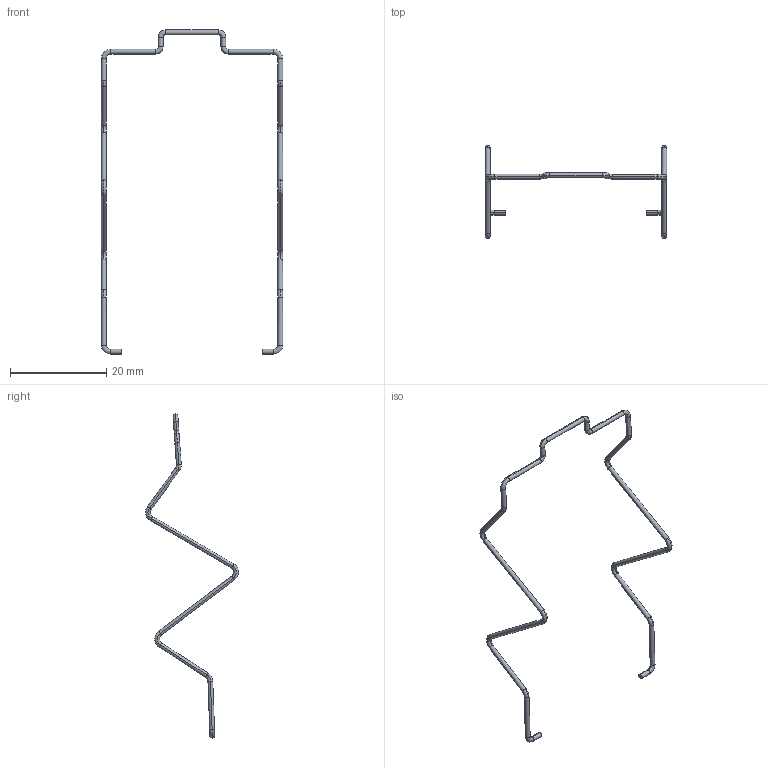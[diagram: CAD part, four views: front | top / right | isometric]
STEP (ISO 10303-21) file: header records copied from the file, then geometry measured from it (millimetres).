
FILE_DESCRIPTION(('CATIA V5 STEP Exchange','CAx-IF Rec.Pracs.--- Model Styling and Organization---1.4--- 2014-01-23'),'2;1');
FILE_NAME ('7179093_4_1134160000_S3D_DRR_CLIP_M.stp','2022-08-24T08:07:51+00:00',('none'),('Weidmueller'),'CATIA Version 5-6 Release 2016 SP3 HF44','CATIA V5 STEP AP214','none');
FILE_SCHEMA(('AUTOMOTIVE_DESIGN { 1 0 10303 214 1 1 1 1 }'));
Length unit declared in the file: millimetre
Products named in the file (1): S3D_DRR_CLIP_M
Bounding box: 37.6 x 19.29 x 67.17 mm (x, y, z)
Volume: 175.8 mm3; surface area: 704.7 mm2
Topology: 1 solids, 1 shells, 112 faces, 303 edges, 193 vertices
Faces by surface type: torus 72, cylinder 38, plane 2
Entity records: 3457 total; most frequent: CARTESIAN_POINT 776, ORIENTED_EDGE 606, DIRECTION 396, EDGE_CURVE 303, AXIS2_PLACEMENT_3D 281, CIRCLE 208, VERTEX_POINT 193, ADVANCED_FACE 112
